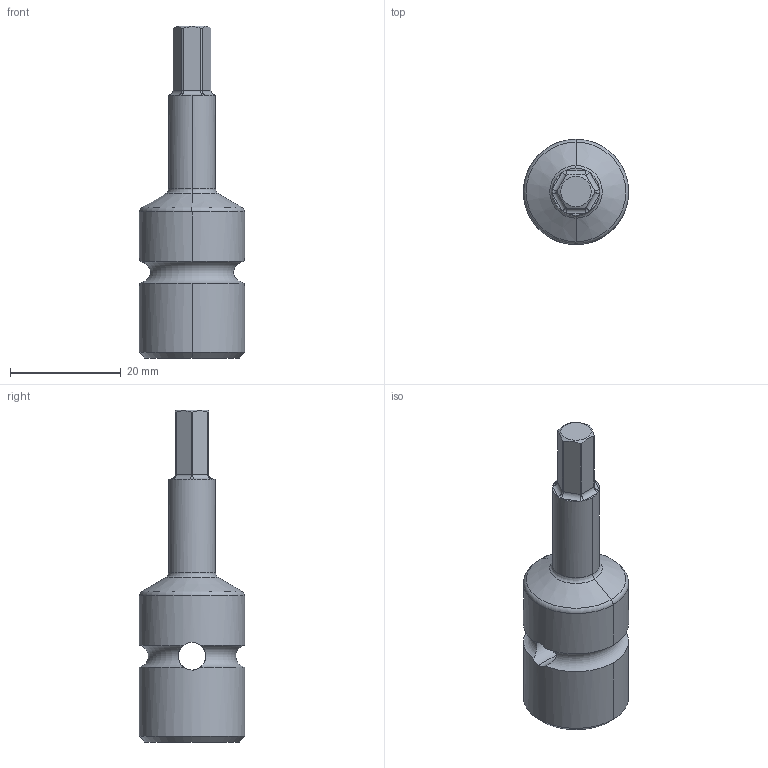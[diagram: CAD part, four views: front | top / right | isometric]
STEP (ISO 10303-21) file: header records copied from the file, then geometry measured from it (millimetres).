
FILE_DESCRIPTION((''),'2;1');
FILE_NAME('4027128906','2023-08-22T10:59:48',('A00565553'),(''),'CREO PARAMETRIC BY PTC INC, 2022414','CREO PARAMETRIC BY PTC INC, 2022414','');
FILE_SCHEMA(('CONFIG_CONTROL_DESIGN','GEOMETRIC_VALIDATION_PROPERTIES_MIM'));
Length unit declared in the file: millimetre
Products named in the file (1): 4027128906
Bounding box: 19 x 19 x 60 mm (x, y, z)
Volume: 6631.9 mm3; surface area: 3767.1 mm2
Topology: 1 solids, 1 shells, 69 faces, 166 edges, 98 vertices
Faces by surface type: cylinder 28, plane 19, torus 12, cone 10
Entity records: 2865 total; most frequent: CARTESIAN_POINT 696, DIRECTION 336, ORIENTED_EDGE 332, EDGE_CURVE 166, AXIS2_PLACEMENT_3D 139, VERTEX_POINT 98, EDGE_LOOP 72, CIRCLE 70
